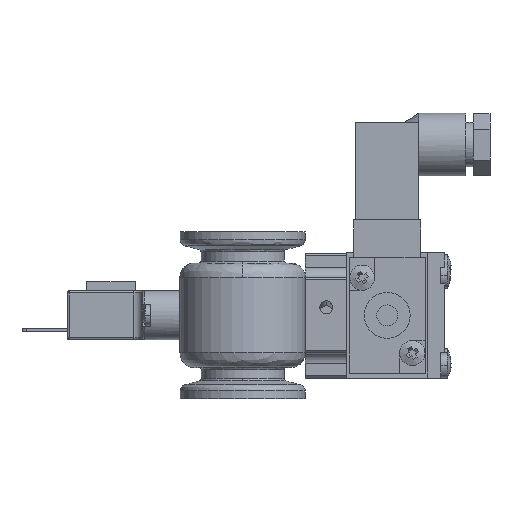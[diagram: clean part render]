
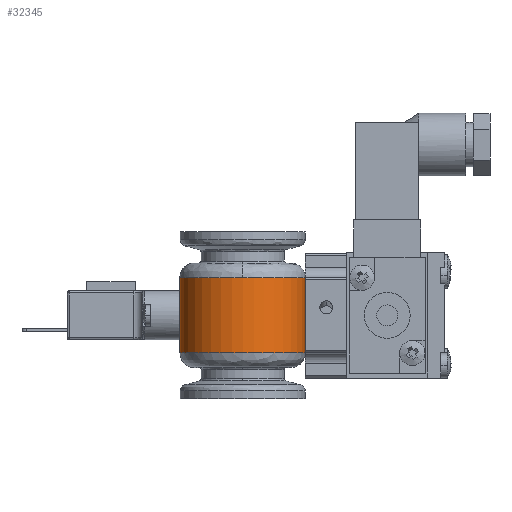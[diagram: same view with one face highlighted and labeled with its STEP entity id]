
A CAD part, front view. The second image highlights one B-rep face of the part: STEP entity #32345.
In plain terms, the highlighted cylindrical face has radius 15 mm (diameter 30 mm), a partial arc.
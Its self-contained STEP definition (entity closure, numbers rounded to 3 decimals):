
#597 = CARTESIAN_POINT ( 'NONE',  ( -15., -31., -9. ) ) ;
#661 = DIRECTION ( 'NONE',  ( 0., 0., 1. ) ) ;
#1331 = EDGE_CURVE ( 'NONE', #2262, #13312, #18169, .T. ) ;
#1354 = DIRECTION ( 'NONE',  ( 0., 0., 1. ) ) ;
#2078 = CARTESIAN_POINT ( 'NONE',  ( 15., -31., -9. ) ) ;
#2262 = VERTEX_POINT ( 'NONE', #26691 ) ;
#2598 = CIRCLE ( 'NONE', #20933, 15. ) ;
#2679 = DIRECTION ( 'NONE',  ( 0., 0., -1. ) ) ;
#3800 = CARTESIAN_POINT ( 'NONE',  ( 0., -31., 9. ) ) ;
#4565 = EDGE_CURVE ( 'NONE', #15603, #22691, #5794, .T. ) ;
#5139 = CYLINDRICAL_SURFACE ( 'NONE', #15631, 15. ) ;
#5268 = ORIENTED_EDGE ( 'NONE', *, *, #9957, .T. ) ;
#5794 = CIRCLE ( 'NONE', #9075, 15. ) ;
#6458 = ORIENTED_EDGE ( 'NONE', *, *, #4565, .T. ) ;
#6621 = DIRECTION ( 'NONE',  ( 1., 0., 0. ) ) ;
#7149 = CARTESIAN_POINT ( 'NONE',  ( 0., -46., 9. ) ) ;
#7475 = VERTEX_POINT ( 'NONE', #23580 ) ;
#9075 = AXIS2_PLACEMENT_3D ( 'NONE', #10080, #29493, #12883 ) ;
#9253 = VECTOR ( 'NONE', #22000, 1000. ) ;
#9957 = EDGE_CURVE ( 'NONE', #13312, #7475, #2598, .T. ) ;
#10080 = CARTESIAN_POINT ( 'NONE',  ( 0., -31., -9. ) ) ;
#10594 = VECTOR ( 'NONE', #661, 1000. ) ;
#11492 = ORIENTED_EDGE ( 'NONE', *, *, #19830, .T. ) ;
#11781 = EDGE_LOOP ( 'NONE', ( #11492, #6458, #13520, #22205, #5268 ) ) ;
#12883 = DIRECTION ( 'NONE',  ( 1., 0., 0. ) ) ;
#13312 = VERTEX_POINT ( 'NONE', #7149 ) ;
#13520 = ORIENTED_EDGE ( 'NONE', *, *, #25245, .T. ) ;
#15603 = VERTEX_POINT ( 'NONE', #597 ) ;
#15631 = AXIS2_PLACEMENT_3D ( 'NONE', #28603, #1354, #28965 ) ;
#17947 = LINE ( 'NONE', #33975, #10594 ) ;
#18169 = CIRCLE ( 'NONE', #25462, 15. ) ;
#19200 = CARTESIAN_POINT ( 'NONE',  ( -15., -31., 0. ) ) ;
#19230 = CARTESIAN_POINT ( 'NONE',  ( 0., -31., 9. ) ) ;
#19830 = EDGE_CURVE ( 'NONE', #7475, #15603, #20499, .T. ) ;
#20499 = LINE ( 'NONE', #19200, #9253 ) ;
#20933 = AXIS2_PLACEMENT_3D ( 'NONE', #19230, #2679, #22033 ) ;
#21570 = FACE_OUTER_BOUND ( 'NONE', #11781, .T. ) ;
#22000 = DIRECTION ( 'NONE',  ( 0., 0., -1. ) ) ;
#22033 = DIRECTION ( 'NONE',  ( 1., 0., 0. ) ) ;
#22205 = ORIENTED_EDGE ( 'NONE', *, *, #1331, .T. ) ;
#22691 = VERTEX_POINT ( 'NONE', #2078 ) ;
#23159 = DIRECTION ( 'NONE',  ( 0., 0., -1. ) ) ;
#23580 = CARTESIAN_POINT ( 'NONE',  ( -15., -31., 9. ) ) ;
#25245 = EDGE_CURVE ( 'NONE', #22691, #2262, #17947, .T. ) ;
#25462 = AXIS2_PLACEMENT_3D ( 'NONE', #3800, #23159, #6621 ) ;
#26691 = CARTESIAN_POINT ( 'NONE',  ( 15., -31., 9. ) ) ;
#28603 = CARTESIAN_POINT ( 'NONE',  ( 0., -31., 0. ) ) ;
#28965 = DIRECTION ( 'NONE',  ( 1., 0., 0. ) ) ;
#29493 = DIRECTION ( 'NONE',  ( 0., 0., 1. ) ) ;
#32345 = ADVANCED_FACE ( 'NONE', ( #21570 ), #5139, .T. ) ;
#33975 = CARTESIAN_POINT ( 'NONE',  ( 15., -31., 0. ) ) ;
